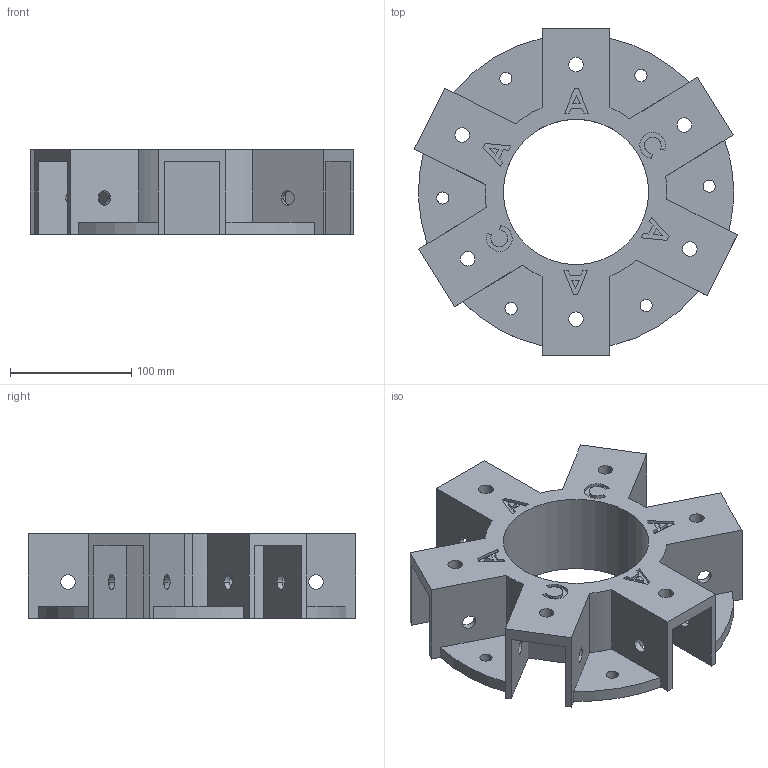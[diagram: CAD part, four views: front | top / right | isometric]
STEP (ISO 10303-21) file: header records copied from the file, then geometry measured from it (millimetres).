
FILE_DESCRIPTION (( 'STEP AP214' ), '1' );
FILE_NAME ('6_way_type_3.STEP', '2025-09-11T19:31:12', ( '' ), ( '' ), 'SwSTEP 2.0', 'SolidWorks 2022', '' );
FILE_SCHEMA (( 'AUTOMOTIVE_DESIGN' ));
Length unit declared in the file: millimetre
Products named in the file (1): 6_way_type_3
Bounding box: 266.5 x 270 x 70 mm (x, y, z)
Volume: 1050838.4 mm3; surface area: 243976.5 mm2
Topology: 1 solids, 1 shells, 188 faces, 528 edges, 352 vertices
Faces by surface type: plane 108, cylinder 64, bspline 16
Entity records: 7272 total; most frequent: CARTESIAN_POINT 2237, ORIENTED_EDGE 1056, DIRECTION 970, EDGE_CURVE 528, LINE 368, VECTOR 368, VERTEX_POINT 352, AXIS2_PLACEMENT_3D 301
